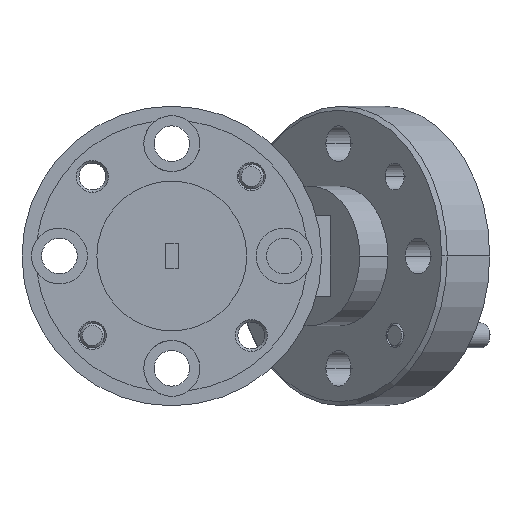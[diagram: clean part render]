
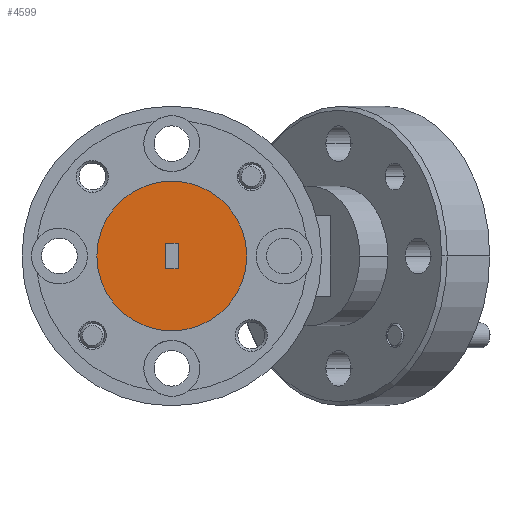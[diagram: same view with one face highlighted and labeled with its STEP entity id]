
A CAD part, left-side view. The second image highlights one B-rep face of the part: STEP entity #4599.
In plain terms, the highlighted planar face has unit normal (-1, 0, 0).
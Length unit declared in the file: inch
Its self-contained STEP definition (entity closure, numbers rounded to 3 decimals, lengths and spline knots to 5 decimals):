
#31 = VECTOR ( 'NONE', #4322, 39.37008 ) ;
#49 = EDGE_LOOP ( 'NONE', ( #4161, #3592 ) ) ;
#185 = DIRECTION ( 'NONE',  ( 0., 0., -1. ) ) ;
#208 = DIRECTION ( 'NONE',  ( -1., 0., 0. ) ) ;
#210 = VECTOR ( 'NONE', #185, 39.37008 ) ;
#305 = CARTESIAN_POINT ( 'NONE',  ( 0., 0.01625, -0.0325 ) ) ;
#306 = FACE_BOUND ( 'NONE', #1967, .T. ) ;
#462 = ORIENTED_EDGE ( 'NONE', *, *, #4553, .T. ) ;
#555 = VERTEX_POINT ( 'NONE', #1847 ) ;
#567 = DIRECTION ( 'NONE',  ( 0., 0., 1. ) ) ;
#568 = CARTESIAN_POINT ( 'NONE',  ( 0., -0.01625, 0.0325 ) ) ;
#707 = EDGE_CURVE ( 'NONE', #555, #3289, #1541, .T. ) ;
#767 = EDGE_CURVE ( 'NONE', #931, #1127, #2710, .T. ) ;
#873 = CARTESIAN_POINT ( 'NONE',  ( 0., 0., 0. ) ) ;
#918 = ORIENTED_EDGE ( 'NONE', *, *, #1285, .T. ) ;
#931 = VERTEX_POINT ( 'NONE', #305 ) ;
#966 = AXIS2_PLACEMENT_3D ( 'NONE', #3978, #4747, #2901 ) ;
#981 = ORIENTED_EDGE ( 'NONE', *, *, #4404, .T. ) ;
#1127 = VERTEX_POINT ( 'NONE', #4500 ) ;
#1129 = FACE_OUTER_BOUND ( 'NONE', #49, .T. ) ;
#1206 = DIRECTION ( 'NONE',  ( 0., 0., 1. ) ) ;
#1228 = CARTESIAN_POINT ( 'NONE',  ( 0., 0., 0. ) ) ;
#1258 = DIRECTION ( 'NONE',  ( 0., 0., 1. ) ) ;
#1285 = EDGE_CURVE ( 'NONE', #3727, #931, #4755, .T. ) ;
#1362 = CIRCLE ( 'NONE', #3905, 0.1875 ) ;
#1443 = CARTESIAN_POINT ( 'NONE',  ( 0., 0.01625, 0.0325 ) ) ;
#1474 = VERTEX_POINT ( 'NONE', #3362 ) ;
#1541 = CIRCLE ( 'NONE', #3155, 0.1875 ) ;
#1547 = DIRECTION ( 'NONE',  ( -1., 0., 0. ) ) ;
#1847 = CARTESIAN_POINT ( 'NONE',  ( 0., 0., -0.1875 ) ) ;
#1967 = EDGE_LOOP ( 'NONE', ( #918, #3821, #462, #981 ) ) ;
#2485 = CARTESIAN_POINT ( 'NONE',  ( 0., 0.01625, -0.0325 ) ) ;
#2573 = CARTESIAN_POINT ( 'NONE',  ( 0., -0.01625, -0.0325 ) ) ;
#2710 = LINE ( 'NONE', #4166, #3390 ) ;
#2901 = DIRECTION ( 'NONE',  ( 0., 1., 0. ) ) ;
#2924 = DIRECTION ( 'NONE',  ( 0., -1., 0. ) ) ;
#3155 = AXIS2_PLACEMENT_3D ( 'NONE', #1228, #208, #567 ) ;
#3272 = PLANE ( 'NONE',  #966 ) ;
#3289 = VERTEX_POINT ( 'NONE', #3471 ) ;
#3362 = CARTESIAN_POINT ( 'NONE',  ( 0., -0.01625, 0.0325 ) ) ;
#3390 = VECTOR ( 'NONE', #1206, 39.37008 ) ;
#3471 = CARTESIAN_POINT ( 'NONE',  ( 0., 0., 0.1875 ) ) ;
#3592 = ORIENTED_EDGE ( 'NONE', *, *, #707, .T. ) ;
#3727 = VERTEX_POINT ( 'NONE', #2573 ) ;
#3821 = ORIENTED_EDGE ( 'NONE', *, *, #767, .T. ) ;
#3905 = AXIS2_PLACEMENT_3D ( 'NONE', #873, #1547, #1258 ) ;
#3922 = EDGE_CURVE ( 'NONE', #3289, #555, #1362, .T. ) ;
#3978 = CARTESIAN_POINT ( 'NONE',  ( 0., 0., 0. ) ) ;
#4161 = ORIENTED_EDGE ( 'NONE', *, *, #3922, .T. ) ;
#4166 = CARTESIAN_POINT ( 'NONE',  ( 0., 0.01625, 0.0325 ) ) ;
#4216 = LINE ( 'NONE', #568, #210 ) ;
#4322 = DIRECTION ( 'NONE',  ( 0., 1., 0. ) ) ;
#4359 = LINE ( 'NONE', #1443, #4581 ) ;
#4404 = EDGE_CURVE ( 'NONE', #1474, #3727, #4216, .T. ) ;
#4500 = CARTESIAN_POINT ( 'NONE',  ( 0., 0.01625, 0.0325 ) ) ;
#4553 = EDGE_CURVE ( 'NONE', #1127, #1474, #4359, .T. ) ;
#4581 = VECTOR ( 'NONE', #2924, 39.37008 ) ;
#4599 = ADVANCED_FACE ( 'NONE', ( #1129, #306 ), #3272, .F. ) ;
#4747 = DIRECTION ( 'NONE',  ( 1., 0., 0. ) ) ;
#4755 = LINE ( 'NONE', #2485, #31 ) ;
